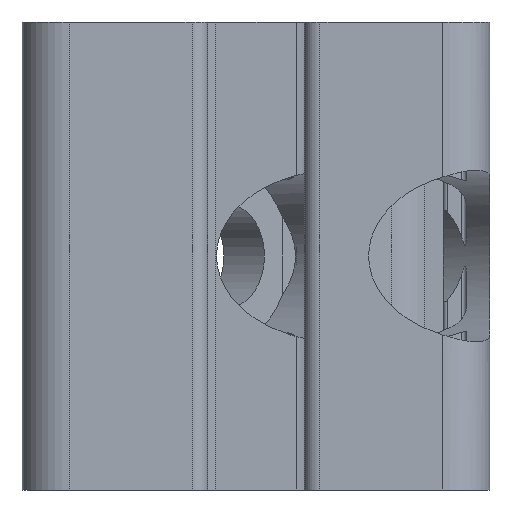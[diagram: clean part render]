
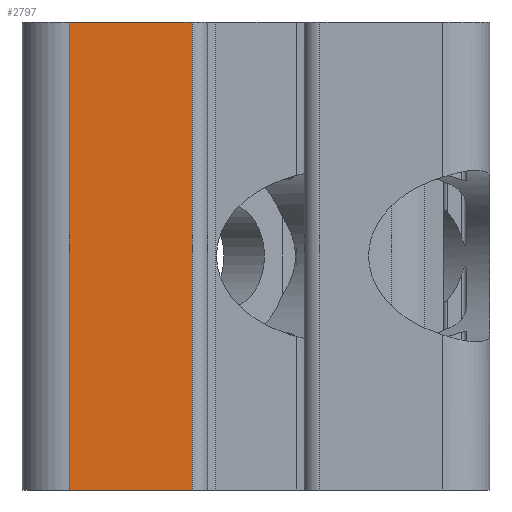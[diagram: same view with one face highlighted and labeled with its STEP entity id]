
A CAD part, left-side view. The second image highlights one B-rep face of the part: STEP entity #2797.
In plain terms, the highlighted planar face has unit normal (-1, 0, 0).
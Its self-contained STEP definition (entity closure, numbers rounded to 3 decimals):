
#63=PLANE('',#3045);
#263=LINE('',#4975,#511);
#264=LINE('',#4979,#512);
#265=LINE('',#4981,#513);
#266=LINE('',#4982,#514);
#511=VECTOR('',#3711,30.);
#512=VECTOR('',#3716,7.866);
#513=VECTOR('',#3717,30.);
#514=VECTOR('',#3718,7.866);
#737=FACE_OUTER_BOUND('',#890,.T.);
#890=EDGE_LOOP('',(#2254,#2255,#2256,#2257));
#1303=VERTEX_POINT('',#4972);
#1304=VERTEX_POINT('',#4974);
#1305=VERTEX_POINT('',#4978);
#1306=VERTEX_POINT('',#4980);
#1682=EDGE_CURVE('',#1304,#1303,#263,.T.);
#1684=EDGE_CURVE('',#1303,#1305,#264,.T.);
#1685=EDGE_CURVE('',#1306,#1305,#265,.T.);
#1686=EDGE_CURVE('',#1306,#1304,#266,.T.);
#2254=ORIENTED_EDGE('',*,*,#1684,.T.);
#2255=ORIENTED_EDGE('',*,*,#1685,.F.);
#2256=ORIENTED_EDGE('',*,*,#1686,.T.);
#2257=ORIENTED_EDGE('',*,*,#1682,.T.);
#2797=ADVANCED_FACE('',(#737),#63,.T.);
#3045=AXIS2_PLACEMENT_3D('',#4977,#3714,#3715);
#3711=DIRECTION('',(0.,0.,1.));
#3714=DIRECTION('center_axis',(-1.,0.,
0.));
#3715=DIRECTION('ref_axis',(0.,0.,1.));
#3716=DIRECTION('',(0.,1.,0.));
#3717=DIRECTION('',(0.,0.,1.));
#3718=DIRECTION('',(0.,-1.,0.));
#4972=CARTESIAN_POINT('',(0.,19.1,30.));
#4974=CARTESIAN_POINT('',(0.,19.1,0.));
#4975=CARTESIAN_POINT('',(0.,19.1,0.));
#4977=CARTESIAN_POINT('Origin',(0.,19.1,0.));
#4978=CARTESIAN_POINT('',(0.,26.966,30.));
#4979=CARTESIAN_POINT('',(0.,26.966,30.));
#4980=CARTESIAN_POINT('',(0.,26.966,0.));
#4981=CARTESIAN_POINT('',(0.,26.966,0.));
#4982=CARTESIAN_POINT('',(0.,26.966,0.));
